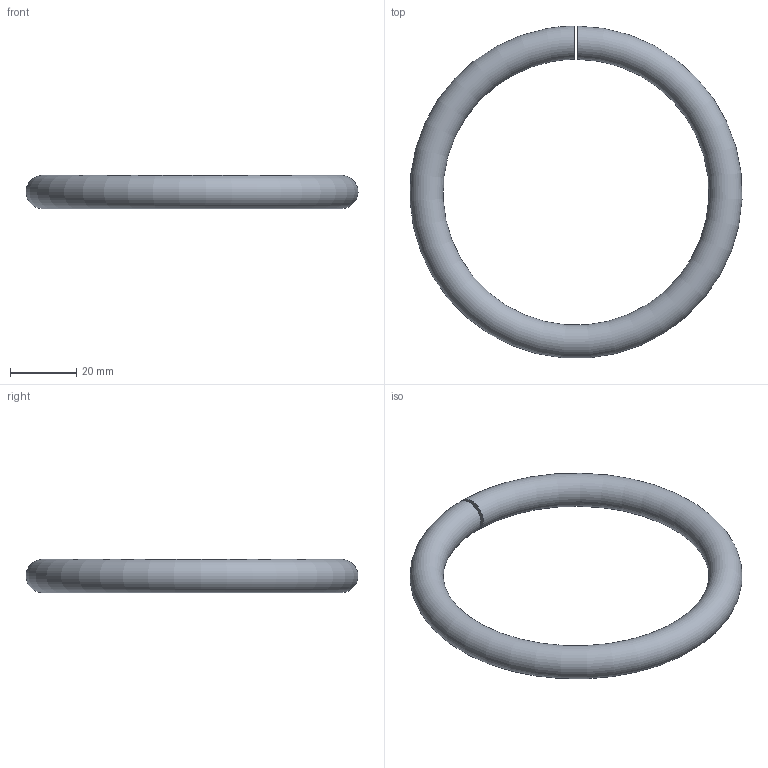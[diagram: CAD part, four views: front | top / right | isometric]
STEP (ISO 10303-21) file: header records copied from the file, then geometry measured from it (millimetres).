
FILE_DESCRIPTION (( 'STEP AP203' ), '1' );
FILE_NAME ('5629-100.step', '2020-05-18T06:55:35', ( '' ), ( '' ), 'SwSTEP 2.0', 'SolidWorks 2015', '' );
FILE_SCHEMA (( 'CONFIG_CONTROL_DESIGN' ));
Length unit declared in the file: millimetre
Products named in the file (1): 5629-100
Bounding box: 99.88 x 99.85 x 10 mm (x, y, z)
Volume: 22122.3 mm3; surface area: 9035.4 mm2
Topology: 1 solids, 1 shells, 206 faces, 543 edges, 362 vertices
Faces by surface type: plane 107, bspline 98, torus 1
Entity records: 12013 total; most frequent: CARTESIAN_POINT 7515, ORIENTED_EDGE 1084, DIRECTION 562, EDGE_CURVE 542, VERTEX_POINT 362, VECTOR 344, LINE 344, EDGE_LOOP 230
